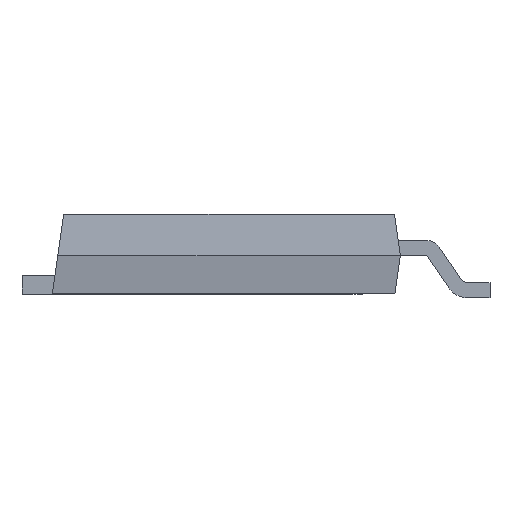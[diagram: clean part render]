
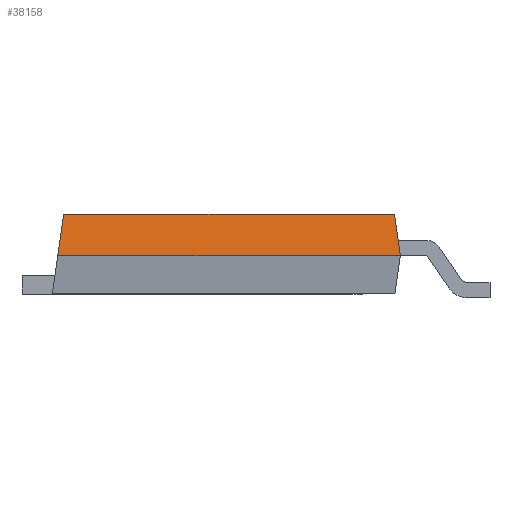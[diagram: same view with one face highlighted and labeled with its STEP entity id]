
A CAD part, left-side view. The second image highlights one B-rep face of the part: STEP entity #38158.
In plain terms, the highlighted planar face has unit normal (-0.99, 0, 0.139).
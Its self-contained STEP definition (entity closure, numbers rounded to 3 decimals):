
#22398 = PLANE('',#22399);
#22399 = AXIS2_PLACEMENT_3D('',#22400,#22401,#22402);
#22400 = CARTESIAN_POINT('',(0.,0.875,0.805));
#22401 = DIRECTION('',(0.,0.,1.));
#22402 = DIRECTION('',(1.,0.,-0.));
#35795 = PLANE('',#35796);
#35796 = AXIS2_PLACEMENT_3D('',#35797,#35798,#35799);
#35797 = CARTESIAN_POINT('',(0.,-1.31,0.753));
#35798 = DIRECTION('',(0.,0.99,-0.139));
#35799 = DIRECTION('',(0.,0.139,0.99));
#36349 = VERTEX_POINT('',#36350);
#36350 = CARTESIAN_POINT('',(-2.55,-1.38,0.258));
#36387 = PLANE('',#36388);
#36388 = AXIS2_PLACEMENT_3D('',#36389,#36390,#36391);
#36389 = CARTESIAN_POINT('',(-2.48,0.779,
    -0.237));
#36390 = DIRECTION('',(0.99,0.,0.139)
  );
#36391 = DIRECTION('',(0.139,0.,-0.99));
#36451 = EDGE_CURVE('',#36349,#36452,#36454,.T.);
#36452 = VERTEX_POINT('',#36453);
#36453 = CARTESIAN_POINT('',(-2.55,3.129,0.258));
#36454 = SURFACE_CURVE('',#36455,(#36459,#36466),.PCURVE_S1.);
#36455 = LINE('',#36456,#36457);
#36456 = CARTESIAN_POINT('',(-2.55,0.827,0.258));
#36457 = VECTOR('',#36458,1.);
#36458 = DIRECTION('',(0.,1.,0.));
#36459 = PCURVE('',#36387,#36460);
#36460 = DEFINITIONAL_REPRESENTATION('',(#36461),#36465);
#36461 = LINE('',#36462,#36463);
#36462 = CARTESIAN_POINT('',(-0.5,0.048));
#36463 = VECTOR('',#36464,1.);
#36464 = DIRECTION('',(0.,1.));
#36465 = ( GEOMETRIC_REPRESENTATION_CONTEXT(2) 
PARAMETRIC_REPRESENTATION_CONTEXT() REPRESENTATION_CONTEXT('2D SPACE',''
  ) );
#36466 = PCURVE('',#36467,#36472);
#36467 = PLANE('',#36468);
#36468 = AXIS2_PLACEMENT_3D('',#36469,#36470,#36471);
#36469 = CARTESIAN_POINT('',(-2.48,0.779,
    0.753));
#36470 = DIRECTION('',(-0.99,0.,0.139)
  );
#36471 = DIRECTION('',(0.139,0.,0.99));
#36472 = DEFINITIONAL_REPRESENTATION('',(#36473),#36477);
#36473 = LINE('',#36474,#36475);
#36474 = CARTESIAN_POINT('',(-0.5,0.048));
#36475 = VECTOR('',#36476,1.);
#36476 = DIRECTION('',(0.,1.));
#36477 = ( GEOMETRIC_REPRESENTATION_CONTEXT(2) 
PARAMETRIC_REPRESENTATION_CONTEXT() REPRESENTATION_CONTEXT('2D SPACE',''
  ) );
#36495 = PLANE('',#36496);
#36496 = AXIS2_PLACEMENT_3D('',#36497,#36498,#36499);
#36497 = CARTESIAN_POINT('',(0.,3.13,0.25));
#36498 = DIRECTION('',(0.,0.99,0.139));
#36499 = DIRECTION('',(0.,-0.139,0.99));
#38101 = VERTEX_POINT('',#38102);
#38102 = CARTESIAN_POINT('',(-2.473,-1.303,0.805));
#38123 = EDGE_CURVE('',#38101,#36349,#38124,.T.);
#38124 = SURFACE_CURVE('',#38125,(#38129,#38136),.PCURVE_S1.);
#38125 = LINE('',#38126,#38127);
#38126 = CARTESIAN_POINT('',(-2.437,-1.267,
    1.062));
#38127 = VECTOR('',#38128,1.);
#38128 = DIRECTION('',(-0.138,-0.138,-0.981)
  );
#38129 = PCURVE('',#35795,#38130);
#38130 = DEFINITIONAL_REPRESENTATION('',(#38131),#38135);
#38131 = LINE('',#38132,#38133);
#38132 = CARTESIAN_POINT('',(0.312,-2.437));
#38133 = VECTOR('',#38134,1.);
#38134 = DIRECTION('',(-0.99,-0.138));
#38135 = ( GEOMETRIC_REPRESENTATION_CONTEXT(2) 
PARAMETRIC_REPRESENTATION_CONTEXT() REPRESENTATION_CONTEXT('2D SPACE',''
  ) );
#38136 = PCURVE('',#36467,#38137);
#38137 = DEFINITIONAL_REPRESENTATION('',(#38138),#38142);
#38138 = LINE('',#38139,#38140);
#38139 = CARTESIAN_POINT('',(0.312,-2.046));
#38140 = VECTOR('',#38141,1.);
#38141 = DIRECTION('',(-0.99,-0.138));
#38142 = ( GEOMETRIC_REPRESENTATION_CONTEXT(2) 
PARAMETRIC_REPRESENTATION_CONTEXT() REPRESENTATION_CONTEXT('2D SPACE',''
  ) );
#38158 = ADVANCED_FACE('',(#38159),#36467,.T.);
#38159 = FACE_BOUND('',#38160,.T.);
#38160 = EDGE_LOOP('',(#38161,#38184,#38185,#38186));
#38161 = ORIENTED_EDGE('',*,*,#38162,.F.);
#38162 = EDGE_CURVE('',#36452,#38163,#38165,.T.);
#38163 = VERTEX_POINT('',#38164);
#38164 = CARTESIAN_POINT('',(-2.473,3.052,0.805));
#38165 = SURFACE_CURVE('',#38166,(#38170,#38177),.PCURVE_S1.);
#38166 = LINE('',#38167,#38168);
#38167 = CARTESIAN_POINT('',(-2.47,3.049,
    0.828));
#38168 = VECTOR('',#38169,1.);
#38169 = DIRECTION('',(0.138,-0.138,0.981));
#38170 = PCURVE('',#36467,#38171);
#38171 = DEFINITIONAL_REPRESENTATION('',(#38172),#38176);
#38172 = LINE('',#38173,#38174);
#38173 = CARTESIAN_POINT('',(0.076,2.27));
#38174 = VECTOR('',#38175,1.);
#38175 = DIRECTION('',(0.99,-0.138));
#38176 = ( GEOMETRIC_REPRESENTATION_CONTEXT(2) 
PARAMETRIC_REPRESENTATION_CONTEXT() REPRESENTATION_CONTEXT('2D SPACE',''
  ) );
#38177 = PCURVE('',#36495,#38178);
#38178 = DEFINITIONAL_REPRESENTATION('',(#38179),#38183);
#38179 = LINE('',#38180,#38181);
#38180 = CARTESIAN_POINT('',(0.584,-2.47));
#38181 = VECTOR('',#38182,1.);
#38182 = DIRECTION('',(0.99,0.138));
#38183 = ( GEOMETRIC_REPRESENTATION_CONTEXT(2) 
PARAMETRIC_REPRESENTATION_CONTEXT() REPRESENTATION_CONTEXT('2D SPACE',''
  ) );
#38184 = ORIENTED_EDGE('',*,*,#36451,.F.);
#38185 = ORIENTED_EDGE('',*,*,#38123,.F.);
#38186 = ORIENTED_EDGE('',*,*,#38187,.F.);
#38187 = EDGE_CURVE('',#38163,#38101,#38188,.T.);
#38188 = SURFACE_CURVE('',#38189,(#38193,#38200),.PCURVE_S1.);
#38189 = LINE('',#38190,#38191);
#38190 = CARTESIAN_POINT('',(-2.473,0.827,0.805));
#38191 = VECTOR('',#38192,1.);
#38192 = DIRECTION('',(0.,-1.,0.));
#38193 = PCURVE('',#36467,#38194);
#38194 = DEFINITIONAL_REPRESENTATION('',(#38195),#38199);
#38195 = LINE('',#38196,#38197);
#38196 = CARTESIAN_POINT('',(0.052,0.048));
#38197 = VECTOR('',#38198,1.);
#38198 = DIRECTION('',(0.,-1.));
#38199 = ( GEOMETRIC_REPRESENTATION_CONTEXT(2) 
PARAMETRIC_REPRESENTATION_CONTEXT() REPRESENTATION_CONTEXT('2D SPACE',''
  ) );
#38200 = PCURVE('',#22398,#38201);
#38201 = DEFINITIONAL_REPRESENTATION('',(#38202),#38206);
#38202 = LINE('',#38203,#38204);
#38203 = CARTESIAN_POINT('',(-2.473,-0.048));
#38204 = VECTOR('',#38205,1.);
#38205 = DIRECTION('',(0.,-1.));
#38206 = ( GEOMETRIC_REPRESENTATION_CONTEXT(2) 
PARAMETRIC_REPRESENTATION_CONTEXT() REPRESENTATION_CONTEXT('2D SPACE',''
  ) );
